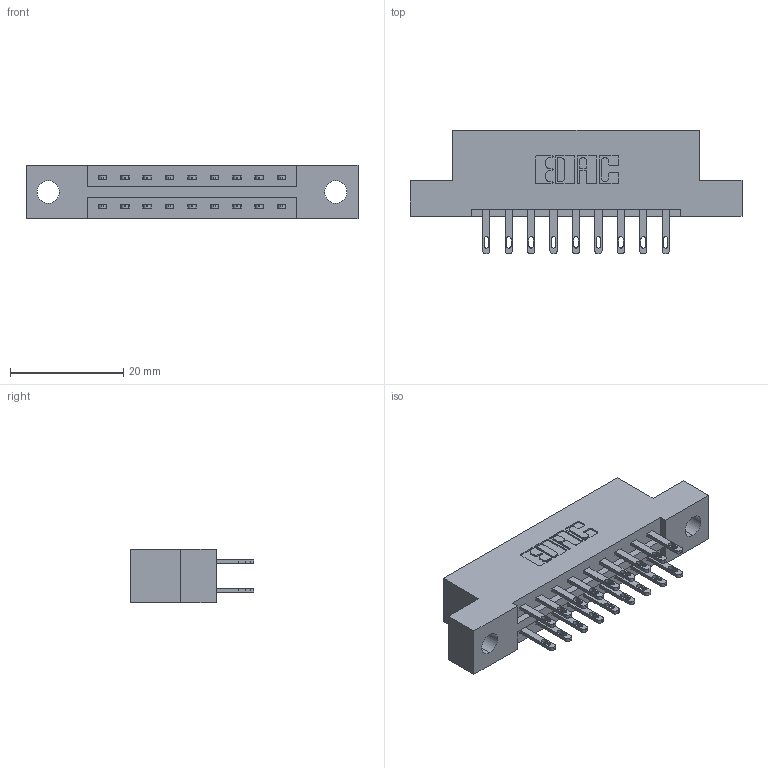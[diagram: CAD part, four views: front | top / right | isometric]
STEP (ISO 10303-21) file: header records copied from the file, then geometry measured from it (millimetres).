
FILE_DESCRIPTION (( 'STEP AP203' ), '1' );
FILE_NAME ('887-018-500-204.STEP', '2020-09-20T17:40:50', ( '' ), ( '' ), 'SwSTEP 2.0', 'SolidWorks 2020', '' );
FILE_SCHEMA (( 'CONFIG_CONTROL_DESIGN' ));
Length unit declared in the file: inch
Products named in the file (3): 345-292-001_345-293-100; 837 Part_Flush Mounting Lugs - 0.156 Dia-TH; 887-018-500-204
Assembly tree (19 placements, depth 2):
  887-018-500-204
    837 Part_Flush Mounting Lugs - 0.156 Dia-TH
    345-292-001_345-293-100  x18
Bounding box: 58.67 x 21.85 x 9.4 mm (x, y, z)
Volume: 5711.4 mm3; surface area: 6133.3 mm2
Topology: 19 solids, 19 shells, 1014 faces, 3065 edges, 2042 vertices
Faces by surface type: plane 646, cylinder 368
Entity records: 11179 total; most frequent: CARTESIAN_POINT 1910, ORIENTED_EDGE 1846, DIRECTION 1687, EDGE_CURVE 923, LINE 791, VECTOR 791, VERTEX_POINT 614, AXIS2_PLACEMENT_3D 448
